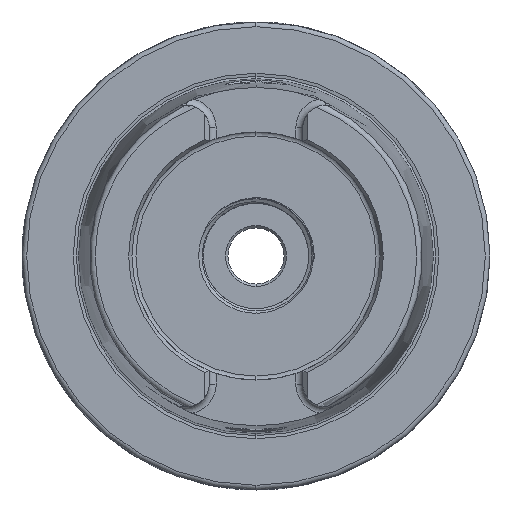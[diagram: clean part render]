
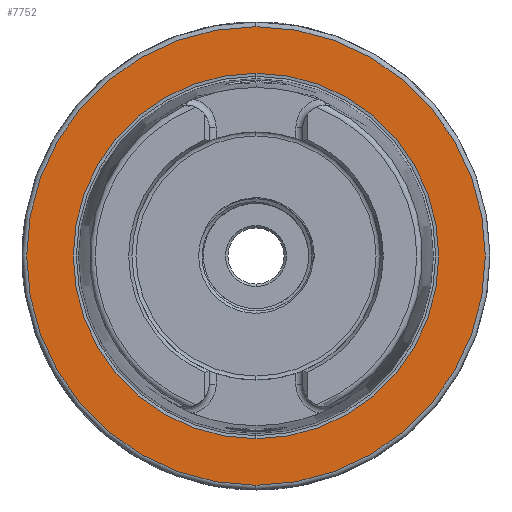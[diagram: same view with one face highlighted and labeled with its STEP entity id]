
A CAD part, left-side view. The second image highlights one B-rep face of the part: STEP entity #7752.
In plain terms, the highlighted planar face has unit normal (-1, 0, 0).
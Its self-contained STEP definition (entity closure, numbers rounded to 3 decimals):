
#985 = DIRECTION ( 'NONE',  ( 0., 0., -1. ) ) ;
#998 = FACE_BOUND ( 'NONE', #32355, .T. ) ;
#1008 = DIRECTION ( 'NONE',  ( 0., 0., 1. ) ) ;
#1016 = CARTESIAN_POINT ( 'NONE',  ( 0., 0., 0. ) ) ;
#1017 = FACE_OUTER_BOUND ( 'NONE', #32328, .T. ) ;
#1018 = DIRECTION ( 'NONE',  ( 1., 0., 0. ) ) ;
#1045 = CARTESIAN_POINT ( 'NONE',  ( 0., 0., 0. ) ) ;
#1047 = DIRECTION ( 'NONE',  ( -1., 0., 0. ) ) ;
#1427 = CIRCLE ( 'NONE', #28783, 39.054 ) ;
#1722 = CIRCLE ( 'NONE', #28823, 49. ) ;
#1763 = CIRCLE ( 'NONE', #28835, 39.054 ) ;
#3641 = CARTESIAN_POINT ( 'NONE',  ( 0., 0., 0. ) ) ;
#3642 = DIRECTION ( 'NONE',  ( 0., 0., -1. ) ) ;
#3663 = DIRECTION ( 'NONE',  ( 1., 0., 0. ) ) ;
#3962 = VERTEX_POINT ( 'NONE', #5540 ) ;
#5540 = CARTESIAN_POINT ( 'NONE',  ( 0., 0., -39.054 ) ) ;
#7338 = AXIS2_PLACEMENT_3D ( 'NONE', #14214, #14233, #14227 ) ;
#7752 = ADVANCED_FACE ( 'NONE', ( #1017, #998 ), #22159, .T. ) ;
#12131 = CARTESIAN_POINT ( 'NONE',  ( 0., 0., 39.054 ) ) ;
#12134 = CARTESIAN_POINT ( 'NONE',  ( 0., 0., -49. ) ) ;
#12174 = CARTESIAN_POINT ( 'NONE',  ( 0., 0., 49. ) ) ;
#14214 = CARTESIAN_POINT ( 'NONE',  ( 0., 0., 0. ) ) ;
#14227 = DIRECTION ( 'NONE',  ( 0., 0., 1. ) ) ;
#14233 = DIRECTION ( 'NONE',  ( -1., 0., 0. ) ) ;
#16549 = EDGE_CURVE ( 'NONE', #24039, #3962, #1427, .T. ) ;
#16758 = EDGE_CURVE ( 'NONE', #24043, #24052, #1722, .T. ) ;
#16759 = EDGE_CURVE ( 'NONE', #3962, #24039, #1763, .T. ) ;
#18586 = CIRCLE ( 'NONE', #7338, 49. ) ;
#22076 = DIRECTION ( 'NONE',  ( 0., 0., 1. ) ) ;
#22127 = CARTESIAN_POINT ( 'NONE',  ( 0., 39.054, 0. ) ) ;
#22159 = PLANE ( 'NONE',  #28709 ) ;
#22175 = DIRECTION ( 'NONE',  ( -1., 0., 0. ) ) ;
#24039 = VERTEX_POINT ( 'NONE', #12131 ) ;
#24043 = VERTEX_POINT ( 'NONE', #12134 ) ;
#24052 = VERTEX_POINT ( 'NONE', #12174 ) ;
#28709 = AXIS2_PLACEMENT_3D ( 'NONE', #22127, #22175, #22076 ) ;
#28783 = AXIS2_PLACEMENT_3D ( 'NONE', #3641, #3663, #3642 ) ;
#28823 = AXIS2_PLACEMENT_3D ( 'NONE', #1045, #1047, #1008 ) ;
#28835 = AXIS2_PLACEMENT_3D ( 'NONE', #1016, #1018, #985 ) ;
#29095 = EDGE_CURVE ( 'NONE', #24052, #24043, #18586, .T. ) ;
#30318 = ORIENTED_EDGE ( 'NONE', *, *, #29095, .T. ) ;
#30322 = ORIENTED_EDGE ( 'NONE', *, *, #16758, .T. ) ;
#30390 = ORIENTED_EDGE ( 'NONE', *, *, #16549, .T. ) ;
#30438 = ORIENTED_EDGE ( 'NONE', *, *, #16759, .T. ) ;
#32328 = EDGE_LOOP ( 'NONE', ( #30318, #30322 ) ) ;
#32355 = EDGE_LOOP ( 'NONE', ( #30390, #30438 ) ) ;
